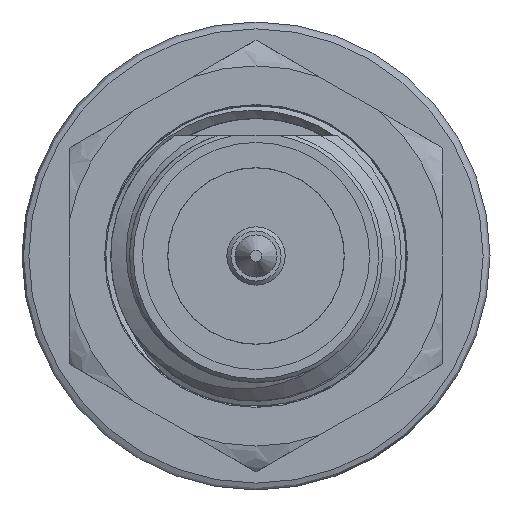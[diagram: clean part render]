
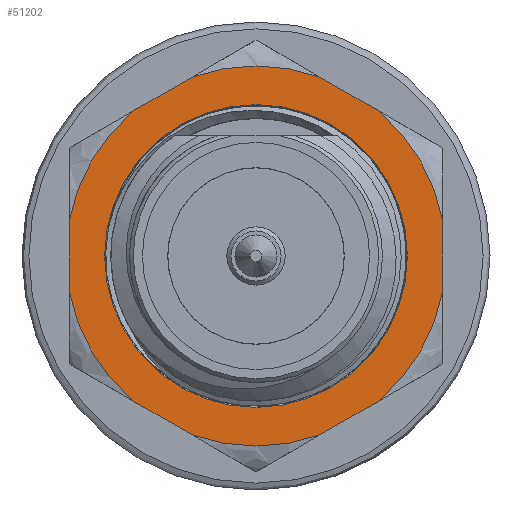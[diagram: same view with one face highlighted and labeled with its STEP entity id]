
A CAD part, front view. The second image highlights one B-rep face of the part: STEP entity #51202.
In plain terms, the highlighted planar face has unit normal (0, -1, 0).
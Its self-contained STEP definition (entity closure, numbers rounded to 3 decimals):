
#10427=LINE('',#104528,#10843);
#10428=LINE('',#104532,#10844);
#10429=LINE('',#104536,#10845);
#10430=LINE('',#104540,#10846);
#10431=LINE('',#104544,#10847);
#10432=LINE('',#104548,#10848);
#10843=VECTOR('',#57058,1000.);
#10844=VECTOR('',#57061,1000.);
#10845=VECTOR('',#57064,1000.);
#10846=VECTOR('',#57067,1000.);
#10847=VECTOR('',#57070,1000.);
#10848=VECTOR('',#57073,1000.);
#11141=PLANE('',#54579);
#17081=ORIENTED_EDGE('',*,*,#30557,.T.);
#17082=ORIENTED_EDGE('',*,*,#30558,.F.);
#17083=ORIENTED_EDGE('',*,*,#30559,.T.);
#17084=ORIENTED_EDGE('',*,*,#30560,.F.);
#17085=ORIENTED_EDGE('',*,*,#30561,.T.);
#17086=ORIENTED_EDGE('',*,*,#30562,.F.);
#17087=ORIENTED_EDGE('',*,*,#30563,.T.);
#17088=ORIENTED_EDGE('',*,*,#30564,.F.);
#17089=ORIENTED_EDGE('',*,*,#30565,.T.);
#17090=ORIENTED_EDGE('',*,*,#30566,.F.);
#17091=ORIENTED_EDGE('',*,*,#30567,.T.);
#17092=ORIENTED_EDGE('',*,*,#30568,.F.);
#17093=ORIENTED_EDGE('',*,*,#30569,.T.);
#30557=EDGE_CURVE('',#37366,#37366,#40335,.F.);
#30558=EDGE_CURVE('',#37367,#37368,#40336,.F.);
#30559=EDGE_CURVE('',#37367,#37369,#10427,.T.);
#30560=EDGE_CURVE('',#37370,#37369,#40337,.F.);
#30561=EDGE_CURVE('',#37370,#37371,#10428,.T.);
#30562=EDGE_CURVE('',#37372,#37371,#40338,.F.);
#30563=EDGE_CURVE('',#37372,#37373,#10429,.T.);
#30564=EDGE_CURVE('',#37374,#37373,#40339,.F.);
#30565=EDGE_CURVE('',#37374,#37375,#10430,.T.);
#30566=EDGE_CURVE('',#37376,#37375,#40340,.F.);
#30567=EDGE_CURVE('',#37376,#37377,#10431,.T.);
#30568=EDGE_CURVE('',#37378,#37377,#40341,.F.);
#30569=EDGE_CURVE('',#37378,#37368,#10432,.T.);
#37366=VERTEX_POINT('',#104524);
#37367=VERTEX_POINT('',#104526);
#37368=VERTEX_POINT('',#104527);
#37369=VERTEX_POINT('',#104529);
#37370=VERTEX_POINT('',#104531);
#37371=VERTEX_POINT('',#104533);
#37372=VERTEX_POINT('',#104535);
#37373=VERTEX_POINT('',#104537);
#37374=VERTEX_POINT('',#104539);
#37375=VERTEX_POINT('',#104541);
#37376=VERTEX_POINT('',#104543);
#37377=VERTEX_POINT('',#104545);
#37378=VERTEX_POINT('',#104547);
#40335=CIRCLE('',#54580,3.3);
#40336=CIRCLE('',#54581,4.142);
#40337=CIRCLE('',#54582,4.142);
#40338=CIRCLE('',#54583,4.142);
#40339=CIRCLE('',#54584,4.142);
#40340=CIRCLE('',#54585,4.142);
#40341=CIRCLE('',#54586,4.142);
#42099=EDGE_LOOP('',(#17081));
#42100=EDGE_LOOP('',(#17082,#17083,#17084,#17085,#17086,#17087,#17088,#17089,
#17090,#17091,#17092,#17093));
#46238=FACE_BOUND('',#42099,.T.);
#46239=FACE_BOUND('',#42100,.T.);
#51202=ADVANCED_FACE('',(#46238,#46239),#11141,.T.);
#54579=AXIS2_PLACEMENT_3D('',#104522,#57052,#57053);
#54580=AXIS2_PLACEMENT_3D('',#104523,#57054,#57055);
#54581=AXIS2_PLACEMENT_3D('',#104525,#57056,#57057);
#54582=AXIS2_PLACEMENT_3D('',#104530,#57059,#57060);
#54583=AXIS2_PLACEMENT_3D('',#104534,#57062,#57063);
#54584=AXIS2_PLACEMENT_3D('',#104538,#57065,#57066);
#54585=AXIS2_PLACEMENT_3D('',#104542,#57068,#57069);
#54586=AXIS2_PLACEMENT_3D('',#104546,#57071,#57072);
#57052=DIRECTION('',(0.,-1.,0.));
#57053=DIRECTION('',(1.,0.,0.));
#57054=DIRECTION('',(0.,-1.,0.));
#57055=DIRECTION('',(1.,0.,0.));
#57056=DIRECTION('',(0.,-1.,0.));
#57057=DIRECTION('',(1.,0.,0.));
#57058=DIRECTION('',(0.,0.,1.));
#57059=DIRECTION('',(0.,-1.,0.));
#57060=DIRECTION('',(1.,0.,0.));
#57061=DIRECTION('',(-0.866,0.,0.5));
#57062=DIRECTION('',(0.,-1.,0.));
#57063=DIRECTION('',(1.,0.,0.));
#57064=DIRECTION('',(-0.866,0.,-0.5));
#57065=DIRECTION('',(0.,-1.,0.));
#57066=DIRECTION('',(1.,0.,0.));
#57067=DIRECTION('',(0.,0.,-1.));
#57068=DIRECTION('',(0.,-1.,0.));
#57069=DIRECTION('',(1.,0.,0.));
#57070=DIRECTION('',(0.866,0.,-0.5));
#57071=DIRECTION('',(0.,-1.,0.));
#57072=DIRECTION('',(1.,0.,0.));
#57073=DIRECTION('',(0.866,0.,0.5));
#104522=CARTESIAN_POINT('',(0.,-75.7,0.));
#104523=CARTESIAN_POINT('',(0.,-75.7,0.));
#104524=CARTESIAN_POINT('',(3.3,-75.7,0.));
#104525=CARTESIAN_POINT('',(0.,-75.7,0.));
#104526=CARTESIAN_POINT('',(4.075,-75.7,-0.744));
#104527=CARTESIAN_POINT('',(2.682,-75.7,-3.157));
#104528=CARTESIAN_POINT('',(4.075,-75.7,-2.353));
#104529=CARTESIAN_POINT('',(4.075,-75.7,0.744));
#104530=CARTESIAN_POINT('',(0.,-75.7,0.));
#104531=CARTESIAN_POINT('',(2.682,-75.7,3.157));
#104532=CARTESIAN_POINT('',(4.075,-75.7,2.353));
#104533=CARTESIAN_POINT('',(1.393,-75.7,3.901));
#104534=CARTESIAN_POINT('',(0.,-75.7,0.));
#104535=CARTESIAN_POINT('',(-1.393,-75.7,3.901));
#104536=CARTESIAN_POINT('',(0.,-75.7,4.705));
#104537=CARTESIAN_POINT('',(-2.682,-75.7,3.157));
#104538=CARTESIAN_POINT('',(0.,-75.7,0.));
#104539=CARTESIAN_POINT('',(-4.075,-75.7,0.744));
#104540=CARTESIAN_POINT('',(-4.075,-75.7,2.353));
#104541=CARTESIAN_POINT('',(-4.075,-75.7,-0.744));
#104542=CARTESIAN_POINT('',(0.,-75.7,0.));
#104543=CARTESIAN_POINT('',(-2.682,-75.7,-3.157));
#104544=CARTESIAN_POINT('',(-4.075,-75.7,-2.353));
#104545=CARTESIAN_POINT('',(-1.393,-75.7,-3.901));
#104546=CARTESIAN_POINT('',(0.,-75.7,0.));
#104547=CARTESIAN_POINT('',(1.393,-75.7,-3.901));
#104548=CARTESIAN_POINT('',(0.,-75.7,-4.705));
